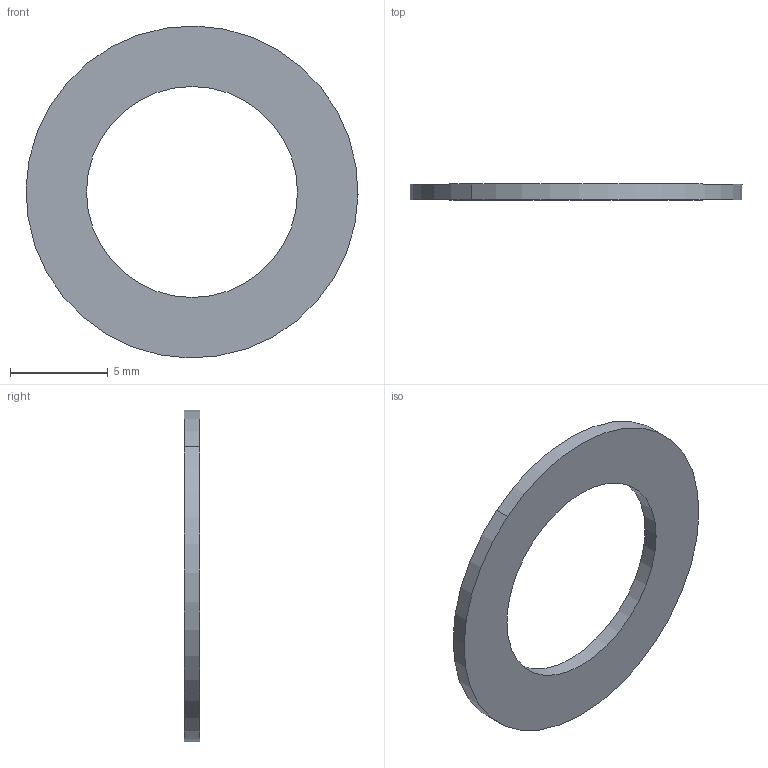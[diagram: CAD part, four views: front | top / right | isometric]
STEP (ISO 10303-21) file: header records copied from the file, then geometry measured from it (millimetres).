
FILE_DESCRIPTION(('Creo Elements/Direct Modeling STEP Export'),'2;1');
FILE_NAME('model.stp','2018-11-13T12:14:29',(''),(''),'Creo Elements/Direct Modeling STEP processor for AP214 (Solid Model)','Creo Elements/Direct Modeling 18.1I 14-Aug-2016 (C) Parametric Technology GmbH','');
FILE_SCHEMA(('AUTOMOTIVE_DESIGN { 1 0 10303 214 1 1 1 1 }'));
Length unit declared in the file: millimetre
Products named in the file (2): PV-FT_FLAT_GASKET
Assembly tree (1 placements, depth 2):
  PV-FT_FLAT_GASKET
    PV-FT_FLAT_GASKET
Bounding box: 17 x 0.8 x 17 mm (x, y, z)
Volume: 108.3 mm3; surface area: 340.6 mm2
Topology: 1 solids, 1 shells, 6 faces, 12 edges, 8 vertices
Faces by surface type: cylinder 4, plane 2
Entity records: 193 total; most frequent: DIRECTION 28, CARTESIAN_POINT 24, ORIENTED_EDGE 24, AXIS2_PLACEMENT_3D 12, EDGE_CURVE 12, VERTEX_POINT 8, EDGE_LOOP 8, FACE_OUTER_BOUND 6
